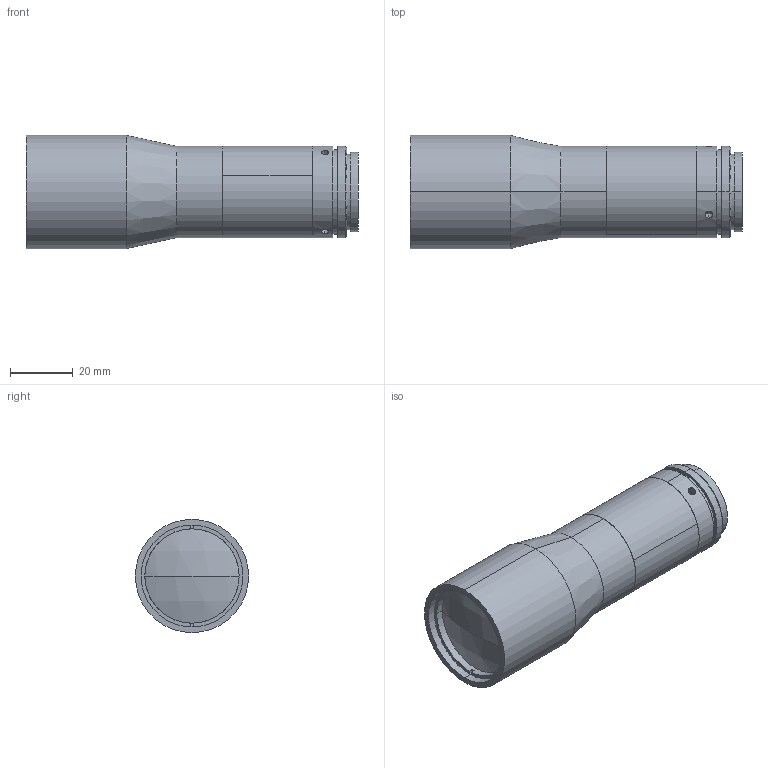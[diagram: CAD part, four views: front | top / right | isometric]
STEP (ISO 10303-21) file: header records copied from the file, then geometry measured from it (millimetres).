
FILE_DESCRIPTION (( 'STEP AP203' ), '1' );
FILE_NAME ('XF-MT05X65.STEP', '2017-02-04T03:44:02', ( 'Lxtx999.CoM' ), ( 'Lxtx999.CoM' ), 'SwSTEP 2.0', 'SolidWorks 2014', '' );
FILE_SCHEMA (( 'CONFIG_CONTROL_DESIGN' ));
Length unit declared in the file: millimetre
Products named in the file (1): XF-MT05X65
Bounding box: 105.56 x 36 x 36 mm (x, y, z)
Surface area: 15247.6 mm2 (no closed solid volume)
Topology: 0 solids, 7 shells, 66 faces, 168 edges, 115 vertices
Faces by surface type: cylinder 36, plane 22, cone 6, sphere 2
Entity records: 2295 total; most frequent: CARTESIAN_POINT 572, DIRECTION 380, ORIENTED_EDGE 288, EDGE_CURVE 168, AXIS2_PLACEMENT_3D 157, VERTEX_POINT 115, CIRCLE 90, EDGE_LOOP 81
